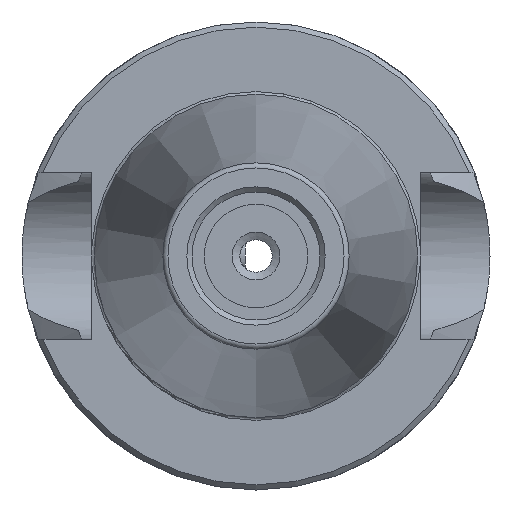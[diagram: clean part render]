
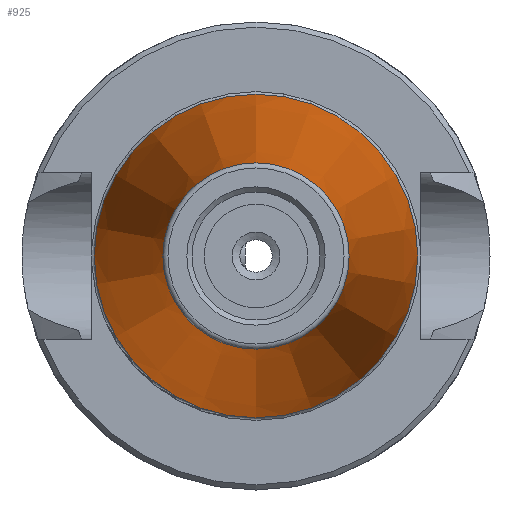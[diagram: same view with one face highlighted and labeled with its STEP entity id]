
A CAD part, left-side view. The second image highlights one B-rep face of the part: STEP entity #925.
In plain terms, the highlighted conical face has half-angle 7.973 degrees and reference radius 15.875 mm.
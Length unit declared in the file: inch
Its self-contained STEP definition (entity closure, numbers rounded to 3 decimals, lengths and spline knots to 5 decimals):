
#87=CIRCLE('',#1015,0.35991);
#94=CIRCLE('',#1028,0.625);
#95=CIRCLE('',#1029,0.625);
#122=CONICAL_SURFACE('',#1027,0.625,0.139);
#166=FACE_OUTER_BOUND('',#227,.T.);
#227=EDGE_LOOP('',(#747,#748,#749,#750,#751));
#298=LINE('',#1721,#354);
#354=VECTOR('',#1266,0.625);
#430=VERTEX_POINT('',#1696);
#436=VERTEX_POINT('',#1718);
#437=VERTEX_POINT('',#1719);
#539=EDGE_CURVE('',#430,#430,#87,.T.);
#549=EDGE_CURVE('',#436,#437,#94,.T.);
#550=EDGE_CURVE('',#437,#430,#298,.T.);
#551=EDGE_CURVE('',#437,#436,#95,.T.);
#747=ORIENTED_EDGE('',*,*,#549,.T.);
#748=ORIENTED_EDGE('',*,*,#550,.T.);
#749=ORIENTED_EDGE('',*,*,#539,.T.);
#750=ORIENTED_EDGE('',*,*,#550,.F.);
#751=ORIENTED_EDGE('',*,*,#551,.T.);
#925=ADVANCED_FACE('',(#166),#122,.T.);
#1015=AXIS2_PLACEMENT_3D('',#1697,#1235,#1236);
#1027=AXIS2_PLACEMENT_3D('',#1717,#1262,#1263);
#1028=AXIS2_PLACEMENT_3D('',#1720,#1264,#1265);
#1029=AXIS2_PLACEMENT_3D('',#1722,#1267,#1268);
#1235=DIRECTION('center_axis',(1.,0.,0.));
#1236=DIRECTION('ref_axis',(0.,0.,1.));
#1262=DIRECTION('center_axis',(1.,0.,0.));
#1263=DIRECTION('ref_axis',(0.,0.,-1.));
#1264=DIRECTION('center_axis',(-1.,0.,0.));
#1265=DIRECTION('ref_axis',(0.,0.,1.));
#1266=DIRECTION('',(-0.99,0.,-0.139));
#1267=DIRECTION('center_axis',(-1.,0.,0.));
#1268=DIRECTION('ref_axis',(0.,0.,1.));
#1696=CARTESIAN_POINT('',(-1.89277,0.,0.35991));
#1697=CARTESIAN_POINT('Origin',(-1.89277,0.,0.));
#1717=CARTESIAN_POINT('Origin',(0.,0.,0.));
#1718=CARTESIAN_POINT('',(0.,0.,-0.625));
#1719=CARTESIAN_POINT('',(0.,0.,0.625));
#1720=CARTESIAN_POINT('Origin',(0.,0.,0.));
#1721=CARTESIAN_POINT('',(0.,0.,0.625));
#1722=CARTESIAN_POINT('Origin',(0.,0.,0.));
